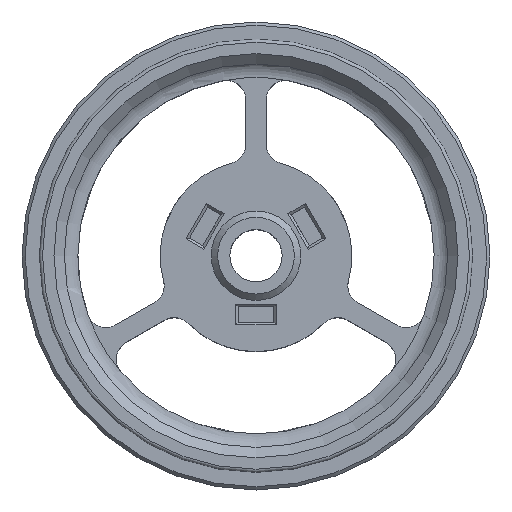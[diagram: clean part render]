
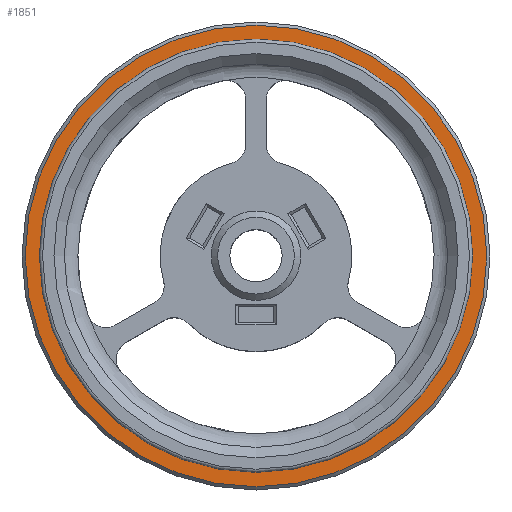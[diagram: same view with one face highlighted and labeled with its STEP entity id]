
A CAD part, top view. The second image highlights one B-rep face of the part: STEP entity #1851.
In plain terms, the highlighted planar face has unit normal (0, 0, 1).
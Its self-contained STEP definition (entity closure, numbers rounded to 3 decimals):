
#129=FACE_BOUND('',#449,.T.);
#159=CIRCLE('',#1936,31.625);
#211=CIRCLE('',#2047,36.125);
#317=FACE_OUTER_BOUND('',#448,.T.);
#448=EDGE_LOOP('',(#1691));
#449=EDGE_LOOP('',(#1692));
#845=VERTEX_POINT('',#3543);
#912=VERTEX_POINT('',#3935);
#1044=EDGE_CURVE('',#845,#845,#159,.T.);
#1173=EDGE_CURVE('',#912,#912,#211,.T.);
#1691=ORIENTED_EDGE('',*,*,#1173,.F.);
#1692=ORIENTED_EDGE('',*,*,#1044,.T.);
#1748=PLANE('',#2048);
#1851=ADVANCED_FACE('',(#317,#129),#1748,.F.);
#1936=AXIS2_PLACEMENT_3D('',#3544,#2274,#2275);
#2047=AXIS2_PLACEMENT_3D('',#3937,#2563,#2564);
#2048=AXIS2_PLACEMENT_3D('',#3938,#2565,#2566);
#2274=DIRECTION('center_axis',(0.,0.,-1.));
#2275=DIRECTION('ref_axis',(1.,0.,0.));
#2563=DIRECTION('center_axis',(0.,0.,-1.));
#2564=DIRECTION('ref_axis',(1.,0.,0.));
#2565=DIRECTION('center_axis',(0.,0.,-1.));
#2566=DIRECTION('ref_axis',(1.,0.,0.));
#3543=CARTESIAN_POINT('',(0.,-31.625,2.));
#3544=CARTESIAN_POINT('Origin',(0.,0.,2.));
#3935=CARTESIAN_POINT('',(0.,-36.125,2.));
#3937=CARTESIAN_POINT('Origin',(0.,0.,2.));
#3938=CARTESIAN_POINT('Origin',(0.,31.625,2.));
